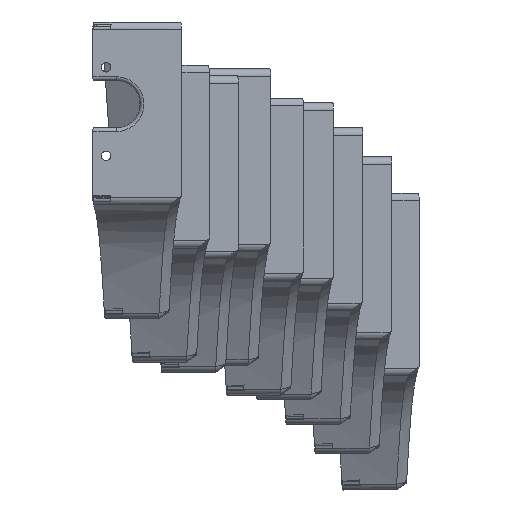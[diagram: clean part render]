
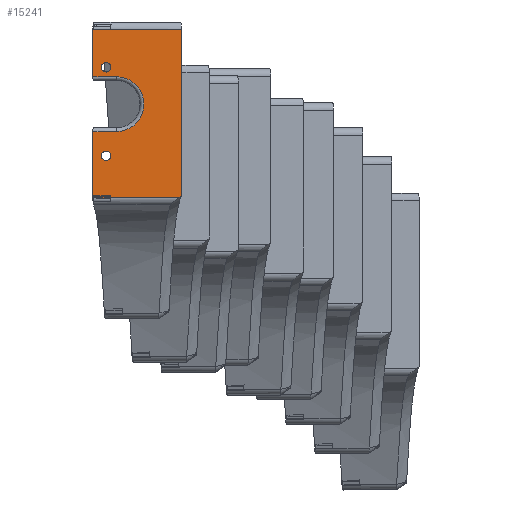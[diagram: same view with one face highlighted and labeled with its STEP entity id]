
A CAD part, left-side view. The second image highlights one B-rep face of the part: STEP entity #15241.
In plain terms, the highlighted planar face has unit normal (-1, 0, 0).
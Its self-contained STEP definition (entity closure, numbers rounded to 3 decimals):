
#1159=B_SPLINE_CURVE_WITH_KNOTS('',3,(#26005,#26006,#26007,#26008),
 .UNSPECIFIED.,.F.,.F.,(4,4),(0.,1.),.UNSPECIFIED.);
#1736=LINE('',#25999,#2583);
#1737=LINE('',#26001,#2584);
#1738=LINE('',#26003,#2585);
#1739=LINE('',#26010,#2586);
#1740=LINE('',#26012,#2587);
#1741=LINE('',#26014,#2588);
#1742=LINE('',#26016,#2589);
#2583=VECTOR('',#19564,1000.);
#2584=VECTOR('',#19565,1000.);
#2585=VECTOR('',#19566,1000.);
#2586=VECTOR('',#19567,1000.);
#2587=VECTOR('',#19568,1000.);
#2588=VECTOR('',#19569,1000.);
#2589=VECTOR('',#19570,1000.);
#4709=ORIENTED_EDGE('',*,*,#8555,.F.);
#4710=ORIENTED_EDGE('',*,*,#8556,.F.);
#4711=ORIENTED_EDGE('',*,*,#8557,.T.);
#4712=ORIENTED_EDGE('',*,*,#8558,.T.);
#4713=ORIENTED_EDGE('',*,*,#8559,.T.);
#4714=ORIENTED_EDGE('',*,*,#8560,.T.);
#4715=ORIENTED_EDGE('',*,*,#8561,.T.);
#4716=ORIENTED_EDGE('',*,*,#8562,.F.);
#4717=ORIENTED_EDGE('',*,*,#8563,.T.);
#4718=ORIENTED_EDGE('',*,*,#8564,.T.);
#4719=ORIENTED_EDGE('',*,*,#8565,.T.);
#8555=EDGE_CURVE('',#10576,#10576,#11826,.T.);
#8556=EDGE_CURVE('',#10577,#10577,#11827,.T.);
#8557=EDGE_CURVE('',#10578,#10579,#11828,.F.);
#8558=EDGE_CURVE('',#10579,#10580,#1736,.T.);
#8559=EDGE_CURVE('',#10580,#10581,#1737,.T.);
#8560=EDGE_CURVE('',#10581,#10582,#1738,.T.);
#8561=EDGE_CURVE('',#10582,#10583,#1159,.T.);
#8562=EDGE_CURVE('',#10584,#10583,#1739,.T.);
#8563=EDGE_CURVE('',#10584,#10585,#1740,.T.);
#8564=EDGE_CURVE('',#10585,#10586,#1741,.T.);
#8565=EDGE_CURVE('',#10586,#10578,#1742,.T.);
#10576=VERTEX_POINT('',#25993);
#10577=VERTEX_POINT('',#25995);
#10578=VERTEX_POINT('',#25997);
#10579=VERTEX_POINT('',#25998);
#10580=VERTEX_POINT('',#26000);
#10581=VERTEX_POINT('',#26002);
#10582=VERTEX_POINT('',#26004);
#10583=VERTEX_POINT('',#26009);
#10584=VERTEX_POINT('',#26011);
#10585=VERTEX_POINT('',#26013);
#10586=VERTEX_POINT('',#26015);
#11826=CIRCLE('',#16643,2.5);
#11827=CIRCLE('',#16644,2.5);
#11828=CIRCLE('',#16645,14.5);
#12775=EDGE_LOOP('',(#4709));
#12776=EDGE_LOOP('',(#4710));
#12777=EDGE_LOOP('',(#4711,#4712,#4713,#4714,#4715,#4716,#4717,#4718,#4719));
#13932=FACE_BOUND('',#12775,.T.);
#13933=FACE_BOUND('',#12776,.T.);
#13934=FACE_BOUND('',#12777,.T.);
#14782=PLANE('',#16642);
#15241=ADVANCED_FACE('',(#13932,#13933,#13934),#14782,.T.);
#16642=AXIS2_PLACEMENT_3D('',#25991,#19556,#19557);
#16643=AXIS2_PLACEMENT_3D('',#25992,#19558,#19559);
#16644=AXIS2_PLACEMENT_3D('',#25994,#19560,#19561);
#16645=AXIS2_PLACEMENT_3D('',#25996,#19562,#19563);
#19556=DIRECTION('',(-1.,0.,0.));
#19557=DIRECTION('',(0.,0.,1.));
#19558=DIRECTION('',(-1.,0.,0.));
#19559=DIRECTION('',(0.,0.,1.));
#19560=DIRECTION('',(-1.,0.,0.));
#19561=DIRECTION('',(0.,0.,1.));
#19562=DIRECTION('',(-1.,0.,0.));
#19563=DIRECTION('',(0.,0.,1.));
#19564=DIRECTION('',(0.,1.,0.));
#19565=DIRECTION('',(0.,0.,-1.));
#19566=DIRECTION('',(0.,-1.,0.));
#19567=DIRECTION('',(0.,0.,-1.));
#19568=DIRECTION('',(0.,1.,0.));
#19569=DIRECTION('',(0.,0.,-1.));
#19570=DIRECTION('',(0.,-1.,0.));
#25991=CARTESIAN_POINT('',(60.,50.,-2.5));
#25992=CARTESIAN_POINT('',(60.,40.,-84.928));
#25993=CARTESIAN_POINT('',(60.,40.,-82.428));
#25994=CARTESIAN_POINT('',(60.,40.,-37.977));
#25995=CARTESIAN_POINT('',(60.,40.,-35.477));
#25996=CARTESIAN_POINT('',(60.,34.475,-57.5));
#25997=CARTESIAN_POINT('',(60.,34.475,-43.));
#25998=CARTESIAN_POINT('',(60.,34.475,-72.));
#25999=CARTESIAN_POINT('',(60.,50.,-72.));
#26000=CARTESIAN_POINT('',(60.,46.975,-72.));
#26001=CARTESIAN_POINT('',(60.,46.975,-2.5));
#26002=CARTESIAN_POINT('',(60.,46.975,-107.094));
#26003=CARTESIAN_POINT('',(60.,50.,-107.094));
#26004=CARTESIAN_POINT('',(60.,1.432,-107.094));
#26005=CARTESIAN_POINT('',(60.,1.432,-107.094));
#26006=CARTESIAN_POINT('',(60.,0.955,-106.759));
#26007=CARTESIAN_POINT('',(60.,0.477,-106.424));
#26008=CARTESIAN_POINT('',(60.,0.,-106.089));
#26009=CARTESIAN_POINT('',(60.,0.,-106.089));
#26010=CARTESIAN_POINT('',(60.,0.,-2.5));
#26011=CARTESIAN_POINT('',(60.,0.,-17.977));
#26012=CARTESIAN_POINT('',(60.,50.,-17.977));
#26013=CARTESIAN_POINT('',(60.,46.975,-17.977));
#26014=CARTESIAN_POINT('',(60.,46.975,-2.5));
#26015=CARTESIAN_POINT('',(60.,46.975,-43.));
#26016=CARTESIAN_POINT('',(60.,50.,-43.));
